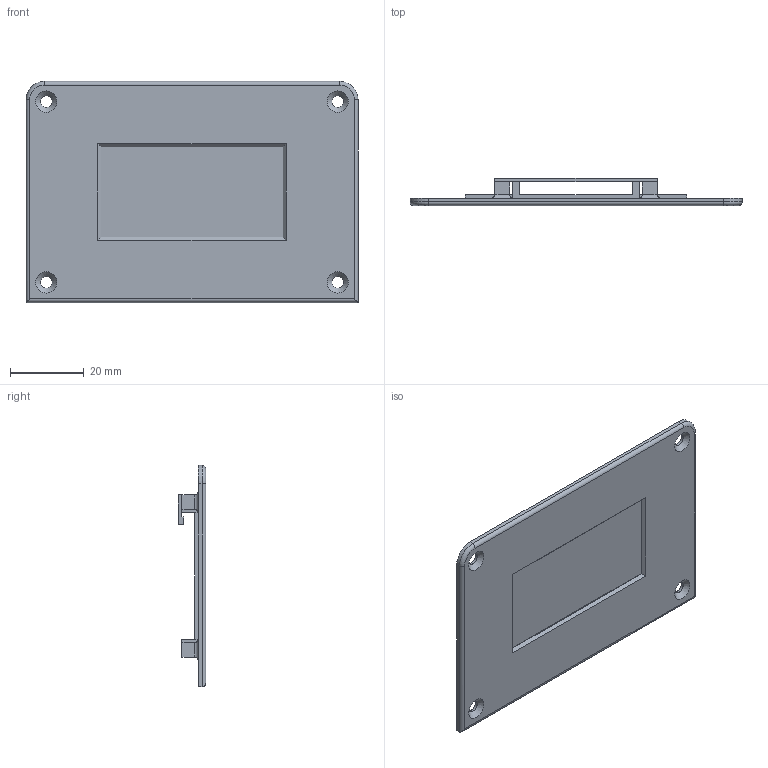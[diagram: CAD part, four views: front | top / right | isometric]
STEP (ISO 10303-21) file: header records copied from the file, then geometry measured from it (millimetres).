
FILE_DESCRIPTION(/* description */ ('Unknown'),/* implementation_level */ '2;1');
FILE_NAME(/* name */ 'front_panel_B72',/* time_stamp */ '2019-12-13T21:46:11+01:00',/* author */ ('Unknown'),/* organization */ ('Unknown'),/* preprocessor_version */ 'ST-DEVELOPER v16.7',/* originating_system */ 'DEX',/* authorisation */ $);
FILE_SCHEMA (('AUTOMOTIVE_DESIGN {1 0 10303 214 3 1 1}'));
Length unit declared in the file: millimetre
Products named in the file (1): front_panel_B72
Bounding box: 90 x 7.5 x 60 mm (x, y, z)
Volume: 10364.1 mm3; surface area: 15059.6 mm2
Topology: 3 solids, 3 shells, 125 faces, 299 edges, 189 vertices
Faces by surface type: plane 87, cylinder 32, cone 4, torus 2
Full cylindrical faces by diameter (mm): 2 x4, 2.5 x2, 3.2 x4
Entity records: 3528 total; most frequent: CARTESIAN_POINT 594, DIRECTION 586, ORIENTED_EDGE 564, EDGE_CURVE 282, LINE 230, VECTOR 230, VERTEX_POINT 186, AXIS2_PLACEMENT_3D 178
